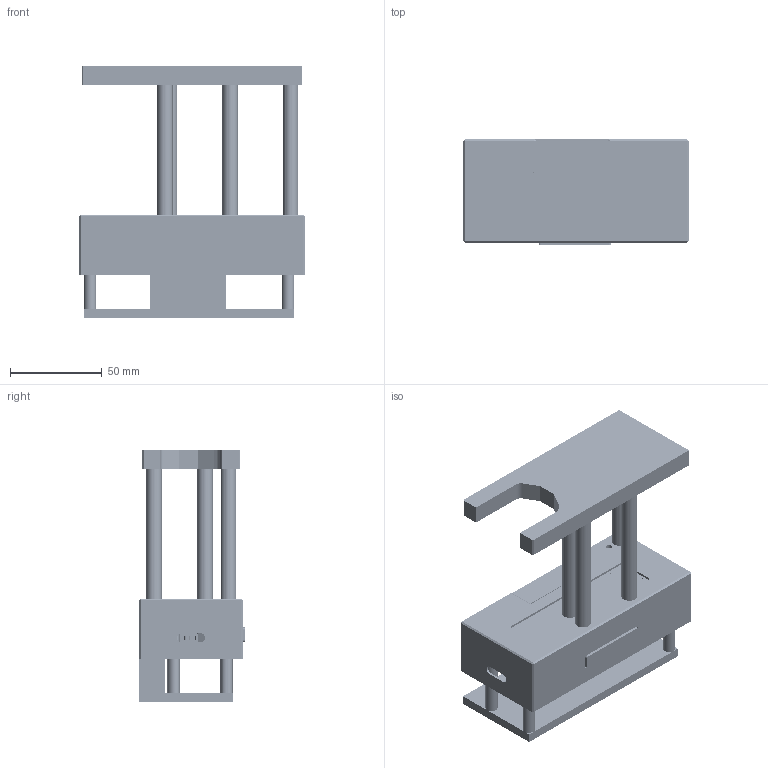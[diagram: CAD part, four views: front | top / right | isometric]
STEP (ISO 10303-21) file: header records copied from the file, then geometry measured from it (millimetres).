
FILE_DESCRIPTION (( 'STEP AP203' ), '1' );
FILE_NAME ('LASER Z SYSTEM CONTROL PANEL V1.000_JUMPER_HOLDER.STEP', '2020-11-09T04:19:33', ( 'root' ), ( '' ), 'SwSTEP 2.0', 'SolidWorks 2019', '' );
FILE_SCHEMA (( 'CONFIG_CONTROL_DESIGN' ));
Length unit declared in the file: millimetre
Products named in the file (1): LASER Z SYSTEM CONTROL PANEL V1.000_JUMPER_HOLDER
Bounding box: 122.81 x 57.3 x 137.28 mm (x, y, z)
Volume: 262571.1 mm3; surface area: 136336.5 mm2
Topology: 22 solids, 83 shells, 3947 faces, 10353 edges, 6820 vertices
Faces by surface type: plane 2320, cylinder 1559, sphere 44, cone 24
Entity records: 122915 total; most frequent: DIRECTION 21330, CARTESIAN_POINT 21108, ORIENTED_EDGE 20490, EDGE_CURVE 10245, AXIS2_PLACEMENT_3D 7166, VECTOR 6998, LINE 6998, VERTEX_POINT 6756
